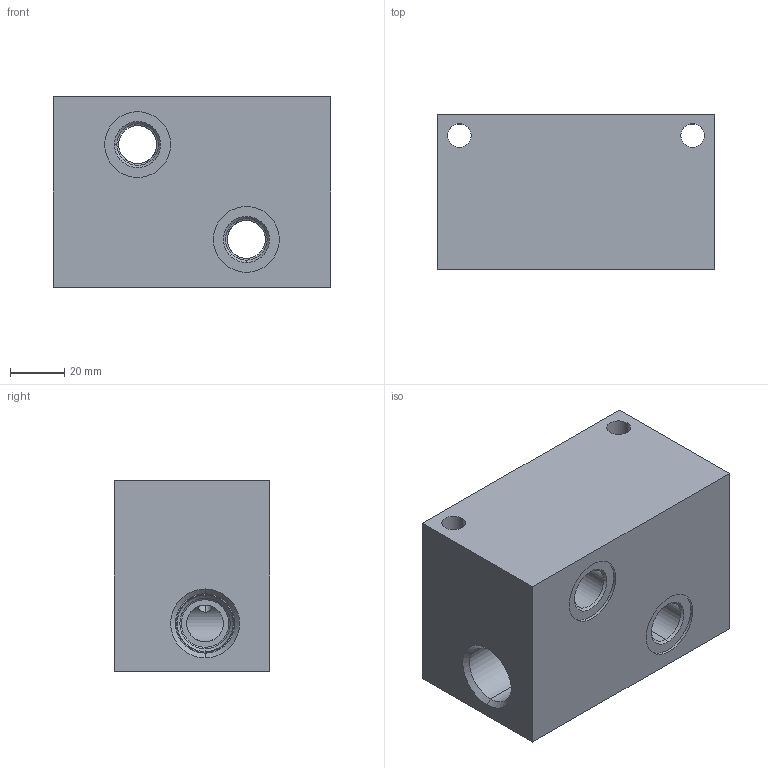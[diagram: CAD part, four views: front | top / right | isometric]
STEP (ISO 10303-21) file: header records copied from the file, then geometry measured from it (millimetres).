
FILE_DESCRIPTION (( 'STEP AP203' ), '1' );
FILE_NAME ('ML-60-SDW-11A3-11A3-G03-Z01.STEP', '2026-02-26T05:43:49', ( '' ), ( '' ), 'SwSTEP 2.0', 'SolidWorks 2018', '' );
FILE_SCHEMA (( 'CONFIG_CONTROL_DESIGN' ));
Length unit declared in the file: millimetre
Products named in the file (1): ML-60-SDW-11A3-11A3-G03-Z01
Bounding box: 102 x 57.2 x 69.9 mm (x, y, z)
Volume: 332910.8 mm3; surface area: 51266.3 mm2
Topology: 1 solids, 1 shells, 116 faces, 258 edges, 152 vertices
Faces by surface type: cylinder 60, cone 40, plane 16
Entity records: 3923 total; most frequent: CARTESIAN_POINT 1175, DIRECTION 604, ORIENTED_EDGE 516, EDGE_CURVE 258, AXIS2_PLACEMENT_3D 245, VERTEX_POINT 152, EDGE_LOOP 144, CIRCLE 128
